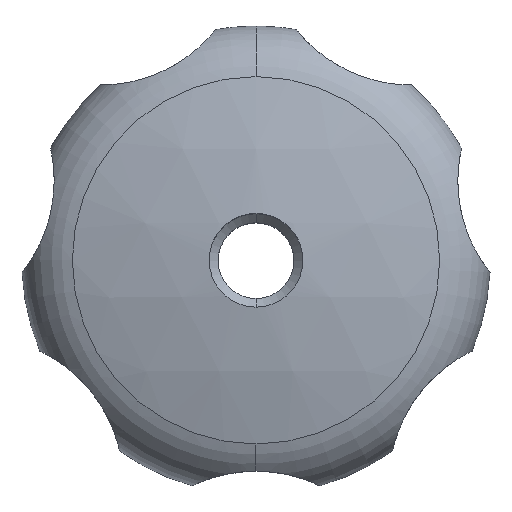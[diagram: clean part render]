
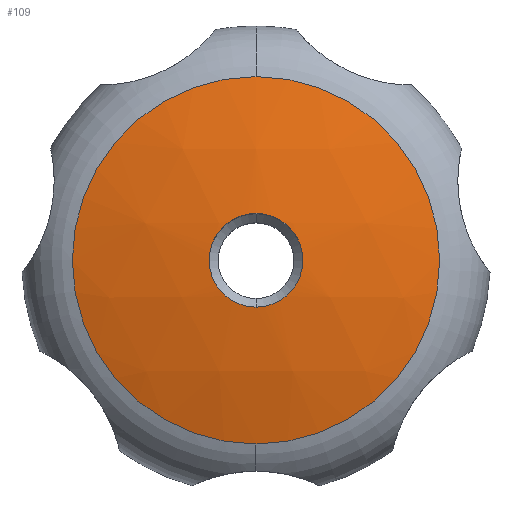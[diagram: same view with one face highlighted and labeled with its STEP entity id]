
A CAD part, top view. The second image highlights one B-rep face of the part: STEP entity #109.
In plain terms, the highlighted spherical face has radius 56 mm.
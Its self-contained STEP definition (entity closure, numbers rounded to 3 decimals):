
#109=ADVANCED_FACE('',(#213,#214),#215,.T.);
#213=FACE_BOUND('',#309,.T.);
#214=FACE_OUTER_BOUND('',#310,.T.);
#215=SPHERICAL_SURFACE('',#311,56.0);
#309=EDGE_LOOP('',(#564,#565,#566));
#310=EDGE_LOOP('',(#567,#568,#569));
#311=AXIS2_PLACEMENT_3D('',#570,#571,#572);
#564=ORIENTED_EDGE('',*,*,#641,.T.);
#565=ORIENTED_EDGE('',*,*,#644,.T.);
#566=ORIENTED_EDGE('',*,*,#642,.T.);
#567=ORIENTED_EDGE('',*,*,#601,.T.);
#568=ORIENTED_EDGE('',*,*,#672,.T.);
#569=ORIENTED_EDGE('',*,*,#602,.T.);
#570=CARTESIAN_POINT('',(0.0,0.,-25.5));
#571=DIRECTION('',(0.0,-1.0,0.));
#572=DIRECTION('',(1.0,0.0,0.0));
#601=EDGE_CURVE('',#722,#720,#723,.T.);
#602=EDGE_CURVE('',#724,#722,#725,.T.);
#641=EDGE_CURVE('',#786,#784,#787,.T.);
#642=EDGE_CURVE('',#782,#786,#788,.T.);
#644=EDGE_CURVE('',#784,#782,#790,.T.);
#672=EDGE_CURVE('',#720,#724,#818,.T.);
#720=VERTEX_POINT('',#1091);
#722=VERTEX_POINT('',#1093);
#723=CIRCLE('',#1094,15.68);
#724=VERTEX_POINT('',#1095);
#725=CIRCLE('',#1096,15.68);
#782=VERTEX_POINT('',#1174);
#784=VERTEX_POINT('',#1177);
#786=VERTEX_POINT('',#1180);
#787=CIRCLE('',#1181,4.0);
#788=CIRCLE('',#1182,4.0);
#790=CIRCLE('',#1184,4.0);
#818=CIRCLE('',#1290,15.68);
#1091=CARTESIAN_POINT('',(0.,15.68,28.26));
#1093=CARTESIAN_POINT('',(15.68,0.,28.26));
#1094=AXIS2_PLACEMENT_3D('',#1334,#1335,#1336);
#1095=CARTESIAN_POINT('',(0.,-15.68,28.26));
#1096=AXIS2_PLACEMENT_3D('',#1337,#1338,#1339);
#1174=CARTESIAN_POINT('',(0.,-4.0,30.357));
#1177=CARTESIAN_POINT('',(0.,4.0,30.357));
#1180=CARTESIAN_POINT('',(-4.0,0.,30.357));
#1181=AXIS2_PLACEMENT_3D('',#1403,#1404,#1405);
#1182=AXIS2_PLACEMENT_3D('',#1406,#1407,#1408);
#1184=AXIS2_PLACEMENT_3D('',#1409,#1410,#1411);
#1290=AXIS2_PLACEMENT_3D('',#1433,#1434,#1435);
#1334=CARTESIAN_POINT('',(0.0,0.,28.26));
#1335=DIRECTION('',(-0.0,0.,1.0));
#1336=DIRECTION('',(1.0,0.0,0.0));
#1337=CARTESIAN_POINT('',(0.0,0.,28.26));
#1338=DIRECTION('',(-0.0,0.,1.0));
#1339=DIRECTION('',(1.0,0.0,0.0));
#1403=CARTESIAN_POINT('',(0.0,0.0,30.357));
#1404=DIRECTION('',(0.0,0.0,-1.0));
#1405=DIRECTION('',(1.0,0.0,0.0));
#1406=CARTESIAN_POINT('',(0.0,0.0,30.357));
#1407=DIRECTION('',(0.0,0.0,-1.0));
#1408=DIRECTION('',(1.0,0.0,0.0));
#1409=CARTESIAN_POINT('',(0.0,0.0,30.357));
#1410=DIRECTION('',(0.0,0.0,-1.0));
#1411=DIRECTION('',(1.0,0.0,0.0));
#1433=CARTESIAN_POINT('',(0.0,0.,28.26));
#1434=DIRECTION('',(-0.0,0.,1.0));
#1435=DIRECTION('',(1.0,0.0,0.0));
